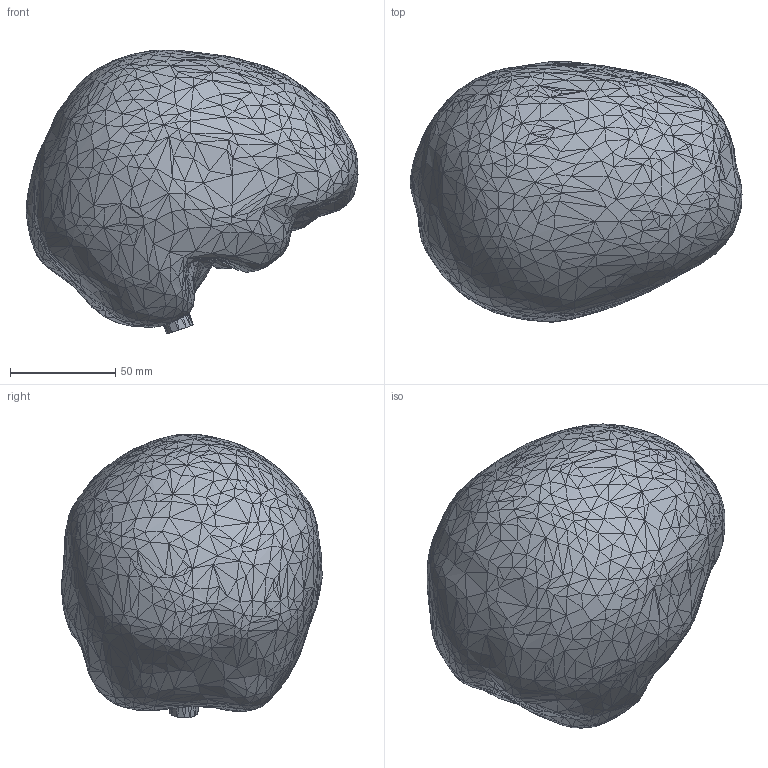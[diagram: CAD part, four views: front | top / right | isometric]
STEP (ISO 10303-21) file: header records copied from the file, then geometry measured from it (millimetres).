
FILE_DESCRIPTION(('STEP AP214'),'1');
FILE_NAME('Child_Brain.step','2024-02-05T21:07:05',(' '),('ANSOFT Corporation'),'Spatial InterOp 3D',' ',' ');
FILE_SCHEMA(('AUTOMOTIVE_DESIGN { 1 0 10303 214 1 1 1 1 }'));
Length unit declared in the file: millimetre
Products named in the file (1): Brain
Bounding box: 158.07 x 124.04 x 135.07 mm (x, y, z)
Volume: 1231435.1 mm3; surface area: 60325.9 mm2
Topology: 1 solids, 1 shells, 2715 faces, 4101 edges, 1388 vertices
Faces by surface type: plane 2658, bspline 57
Entity records: 53235 total; most frequent: DIRECTION 9419, CARTESIAN_POINT 8376, ORIENTED_EDGE 8202, EDGE_CURVE 4101, LINE 4101, VECTOR 4101, ADVANCED_FACE 2715, FACE_OUTER_BOUND 2715
